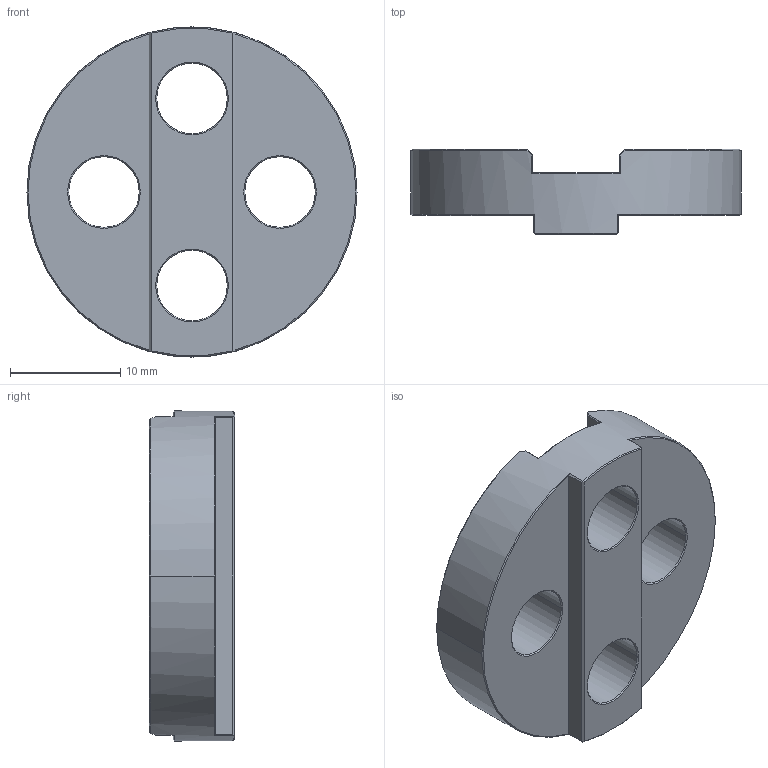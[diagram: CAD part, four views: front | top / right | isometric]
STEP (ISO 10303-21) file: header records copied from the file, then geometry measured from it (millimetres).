
FILE_DESCRIPTION(('no description'),'unknown implementation level');
FILE_NAME('14DA9611-1AC5-4E1C-89FD-6C89AFBED585_export.stp',' ',('CIMSOURCE GmbH'),('CADClick - KiM GmbH - www.kimweb.de'),'unknown preprocess','ACIS','unknown authorization');
FILE_SCHEMA(('automotive_design'));
Length unit declared in the file: millimetre
Products named in the file (1): NONE
Bounding box: 30 x 7.75 x 30 mm (x, y, z)
Volume: 3385.9 mm3; surface area: 2361.8 mm2
Topology: 1 solids, 1 shells, 64 faces, 158 edges, 96 vertices
Faces by surface type: cone 28, plane 22, cylinder 10, bspline 4
Entity records: 3875 total; most frequent: CARTESIAN_POINT 598, STYLED_ITEM 319, PRESENTATION_STYLE_ASSIGNMENT 319, COLOUR_RGB 319, ORIENTED_EDGE 316, DIRECTION 302, EDGE_CURVE 158, CURVE_STYLE 158
